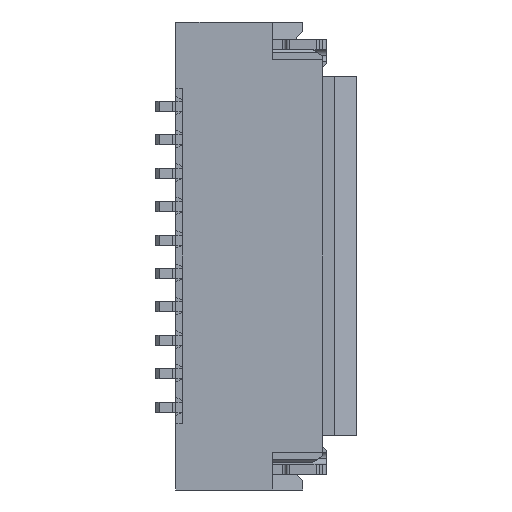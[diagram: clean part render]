
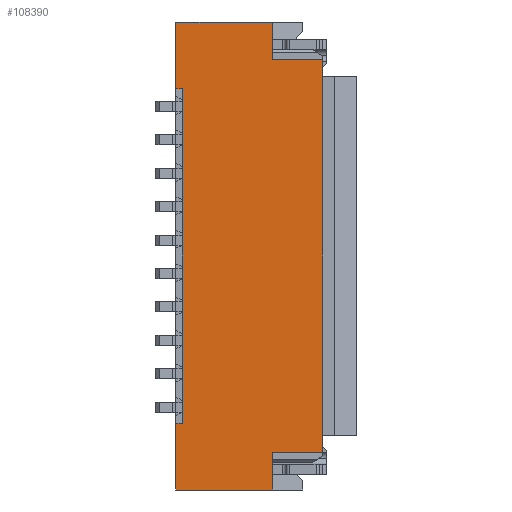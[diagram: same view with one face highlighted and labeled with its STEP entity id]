
A CAD part, front view. The second image highlights one B-rep face of the part: STEP entity #108390.
In plain terms, the highlighted face is planar.
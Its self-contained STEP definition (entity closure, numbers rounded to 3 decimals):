
#14500=CARTESIAN_POINT('',(-1.4,0.,14.674));
#14510=VERTEX_POINT('',#14500);
#14540=CARTESIAN_POINT('',(-1.4,0.,7.475));
#14550=DIRECTION('',(0.,0.,1.));
#14560=VECTOR('',#14550,1.);
#14570=LINE('',#14540,#14560);
#14580=CARTESIAN_POINT('',(-1.4,0.,15.238));
#14590=VERTEX_POINT('',#14580);
#14600=EDGE_CURVE('',#14510,#14590,#14570,.T.);
#15950=CARTESIAN_POINT('',(0.05,0.,
15.238));
#15960=DIRECTION('',(-1.,0.,0.));
#15970=VECTOR('',#15960,1.);
#15980=LINE('',#15950,#15970);
#15990=CARTESIAN_POINT('',(0.05,0.,
15.238));
#16000=VERTEX_POINT('',#15990);
#16010=EDGE_CURVE('',#16000,#14590,#15980,.T.);
#22780=CARTESIAN_POINT('',(-0.05,0.,
14.238));
#22790=VERTEX_POINT('',#22780);
#22960=CARTESIAN_POINT('',(0.05,0.,
14.238));
#22970=VERTEX_POINT('',#22960);
#23000=CARTESIAN_POINT('',(0.05,0.,
14.238));
#23010=DIRECTION('',(-1.,0.,0.));
#23020=VECTOR('',#23010,1.);
#23030=LINE('',#23000,#23020);
#23040=EDGE_CURVE('',#22970,#22790,#23030,.T.);
#24110=CARTESIAN_POINT('',(-0.05,0.,
9.238));
#24120=VERTEX_POINT('',#24110);
#28360=CARTESIAN_POINT('',(-0.05,0.,
11.738));
#28370=DIRECTION('',(0.,0.,-1.));
#28380=VECTOR('',#28370,1.);
#28390=LINE('',#28360,#28380);
#28400=EDGE_CURVE('',#22790,#24120,#28390,.T.);
#65520=CARTESIAN_POINT('',(0.05,0.,
14.674));
#65530=DIRECTION('',(1.,0.,0.));
#65540=VECTOR('',#65530,1.);
#65550=LINE('',#65520,#65540);
#65560=CARTESIAN_POINT('',(-2.15,0.,14.674));
#65570=VERTEX_POINT('',#65560);
#65580=EDGE_CURVE('',#65570,#14510,#65550,.T.);
#106520=CARTESIAN_POINT('',(0.05,0.,
8.238));
#106530=VERTEX_POINT('',#106520);
#106560=CARTESIAN_POINT('',(0.05,0.,
8.238));
#106570=DIRECTION('',(-1.,0.,0.));
#106580=VECTOR('',#106570,1.);
#106590=LINE('',#106560,#106580);
#106600=CARTESIAN_POINT('',(-1.4,0.,8.238));
#106610=VERTEX_POINT('',#106600);
#106620=EDGE_CURVE('',#106530,#106610,#106590,.T.);
#107840=CARTESIAN_POINT('',(-0.517,0.,
9.));
#107850=DIRECTION('',(0.,-1.,0.));
#107860=DIRECTION('',(1.,0.,0.));
#107870=AXIS2_PLACEMENT_3D('',#107840,#107850,#107860);
#107880=PLANE('',#107870);
#107890=CARTESIAN_POINT('',(0.05,0.,
8.801));
#107900=DIRECTION('',(1.,0.,0.));
#107910=VECTOR('',#107900,1.);
#107920=LINE('',#107890,#107910);
#107930=CARTESIAN_POINT('',(-2.15,0.,8.801));
#107940=VERTEX_POINT('',#107930);
#107950=CARTESIAN_POINT('',(-1.4,0.,8.801));
#107960=VERTEX_POINT('',#107950);
#107970=EDGE_CURVE('',#107940,#107960,#107920,.T.);
#107980=ORIENTED_EDGE('',*,*,#107970,.F.);
#107990=CARTESIAN_POINT('',(-1.4,0.,16.));
#108000=DIRECTION('',(0.,0.,-1.));
#108010=VECTOR('',#108000,1.);
#108020=LINE('',#107990,#108010);
#108030=EDGE_CURVE('',#107960,#106610,#108020,.T.);
#108040=ORIENTED_EDGE('',*,*,#108030,.F.);
#108050=ORIENTED_EDGE('',*,*,#106620,.T.);
#108060=CARTESIAN_POINT('',(0.05,0.,
8.953));
#108070=DIRECTION('',(0.,0.,1.));
#108080=VECTOR('',#108070,1.);
#108090=LINE('',#108060,#108080);
#108100=CARTESIAN_POINT('',(0.05,0.,
9.238));
#108110=VERTEX_POINT('',#108100);
#108120=EDGE_CURVE('',#106530,#108110,#108090,.T.);
#108130=ORIENTED_EDGE('',*,*,#108120,.F.);
#108140=CARTESIAN_POINT('',(0.05,0.,
9.238));
#108150=DIRECTION('',(-1.,0.,0.));
#108160=VECTOR('',#108150,1.);
#108170=LINE('',#108140,#108160);
#108180=EDGE_CURVE('',#108110,#24120,#108170,.T.);
#108190=ORIENTED_EDGE('',*,*,#108180,.F.);
#108200=ORIENTED_EDGE('',*,*,#28400,.T.);
#108210=ORIENTED_EDGE('',*,*,#23040,.T.);
#108220=CARTESIAN_POINT('',(0.05,0.,
14.523));
#108230=DIRECTION('',(0.,0.,-1.));
#108240=VECTOR('',#108230,1.);
#108250=LINE('',#108220,#108240);
#108260=EDGE_CURVE('',#16000,#22970,#108250,.T.);
#108270=ORIENTED_EDGE('',*,*,#108260,.T.);
#108280=ORIENTED_EDGE('',*,*,#16010,.F.);
#108290=ORIENTED_EDGE('',*,*,#14600,.T.);
#108300=ORIENTED_EDGE('',*,*,#65580,.T.);
#108310=CARTESIAN_POINT('',(-2.15,0.,4.575));
#108320=DIRECTION('',(0.,0.,-1.));
#108330=VECTOR('',#108320,1.);
#108340=LINE('',#108310,#108330);
#108350=EDGE_CURVE('',#65570,#107940,#108340,.T.);
#108360=ORIENTED_EDGE('',*,*,#108350,.F.);
#108370=EDGE_LOOP('',(#108360,#108300,#108290,#108280,#108270,#108210,
#108200,#108190,#108130,#108050,#108040,#107980));
#108380=FACE_OUTER_BOUND('',#108370,.T.);
#108390=ADVANCED_FACE('',(#108380),#107880,.F.);
